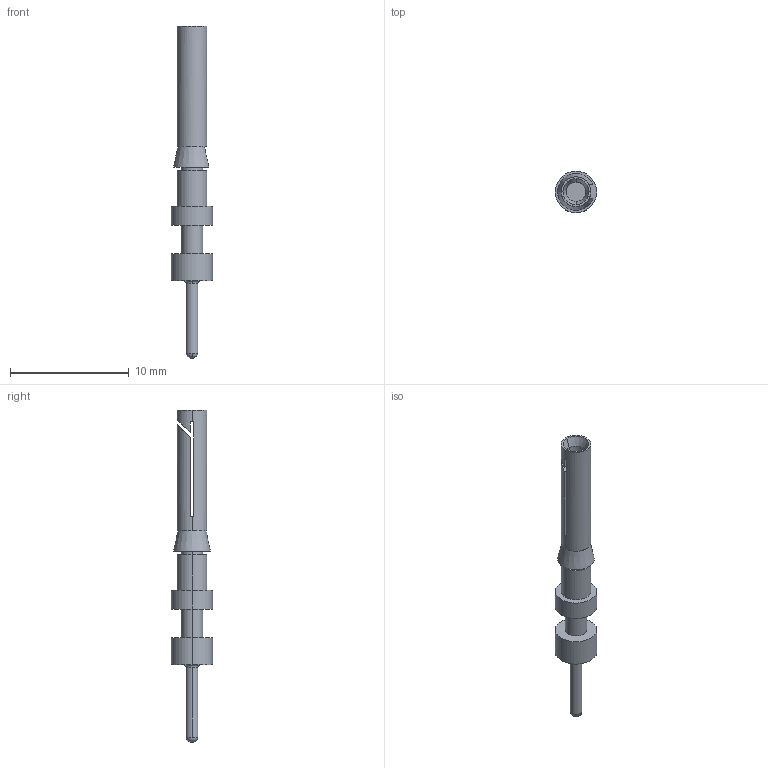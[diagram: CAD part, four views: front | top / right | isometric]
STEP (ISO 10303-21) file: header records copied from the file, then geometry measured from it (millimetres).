
FILE_DESCRIPTION(('Creo Elements/Direct Modeling STEP Export'),'2;1');
FILE_NAME('0lndrr04d35j1hg344','2017-10-06T11:12:12',(''),(''),'PTC Creo Elements/Direct Modeling STEP processor for AP214 (Solid Model)','PTC Creo Elements/Direct Modeling 19.0B 21-Mar-2015 (C) Parametric Technology GmbH','');
FILE_SCHEMA(('AUTOMOTIVE_DESIGN { 1 0 10303 214 1 1 1 1 }'));
Length unit declared in the file: millimetre
Products named in the file (2): CDFA_6A28
Assembly tree (1 placements, depth 2):
  CDFA_6A28
    CDFA_6A28
Bounding box: 3.5 x 3.5 x 28 mm (x, y, z)
Volume: 100.9 mm3; surface area: 290.4 mm2
Topology: 1 solids, 1 shells, 48 faces, 125 edges, 84 vertices
Faces by surface type: plane 22, cylinder 19, torus 4, cone 3
Entity records: 1316 total; most frequent: ORIENTED_EDGE 250, CARTESIAN_POINT 227, DIRECTION 191, EDGE_CURVE 125, VERTEX_POINT 84, AXIS2_PLACEMENT_3D 74, EDGE_LOOP 55, FACE_OUTER_BOUND 48
